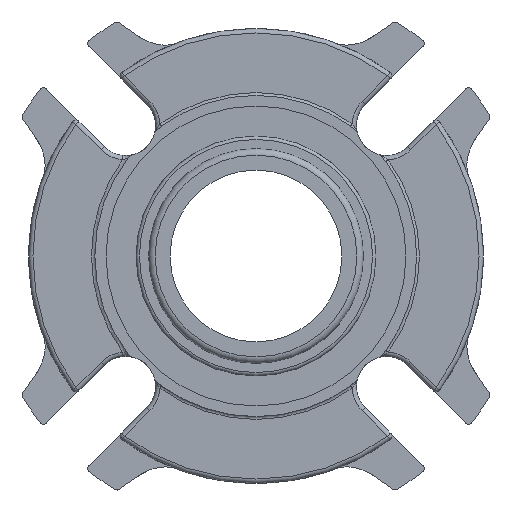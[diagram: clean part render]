
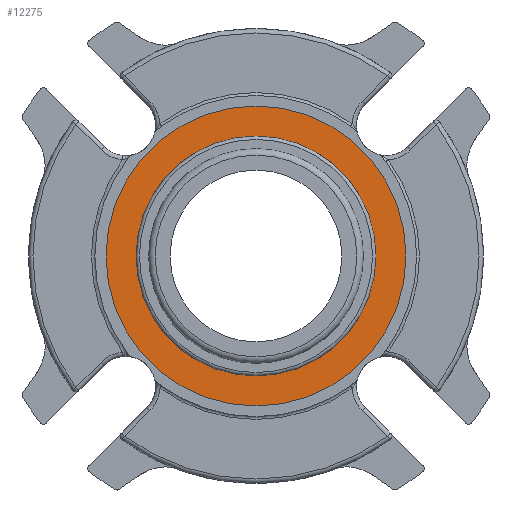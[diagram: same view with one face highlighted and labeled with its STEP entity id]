
A CAD part, left-side view. The second image highlights one B-rep face of the part: STEP entity #12275.
In plain terms, the highlighted planar face has unit normal (-1, 0, 0).
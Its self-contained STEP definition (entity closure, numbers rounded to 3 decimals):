
#1502=PLANE('',#13342);
#3969=ORIENTED_EDGE('',*,*,#5216,.T.);
#3970=ORIENTED_EDGE('',*,*,#5215,.F.);
#5215=EDGE_CURVE('',#5988,#5988,#6544,.F.);
#5216=EDGE_CURVE('',#5989,#5989,#6545,.T.);
#5988=VERTEX_POINT('',#19921);
#5989=VERTEX_POINT('',#19924);
#6544=CIRCLE('',#13341,27.94);
#6545=CIRCLE('',#13343,34.925);
#7151=EDGE_LOOP('',(#3969));
#7152=EDGE_LOOP('',(#3970));
#7766=FACE_BOUND('',#7151,.T.);
#7767=FACE_BOUND('',#7152,.T.);
#12275=ADVANCED_FACE('',(#7766,#7767),#1502,.F.);
#13341=AXIS2_PLACEMENT_3D('',#19920,#15935,#15936);
#13342=AXIS2_PLACEMENT_3D('',#19922,#15937,#15938);
#13343=AXIS2_PLACEMENT_3D('',#19923,#15939,#15940);
#15935=DIRECTION('',(1.,0.,0.));
#15936=DIRECTION('',(0.,1.,0.));
#15937=DIRECTION('',(1.,0.,0.));
#15938=DIRECTION('',(0.,0.5,0.866));
#15939=DIRECTION('',(-1.,0.,0.));
#15940=DIRECTION('',(0.,-0.5,-0.866));
#19920=CARTESIAN_POINT('',(-11.511,0.,0.));
#19921=CARTESIAN_POINT('',(-11.511,27.94,0.));
#19922=CARTESIAN_POINT('',(-11.511,-17.463,-30.246));
#19923=CARTESIAN_POINT('',(-11.511,0.,0.));
#19924=CARTESIAN_POINT('',(-11.511,-17.463,-30.246));
